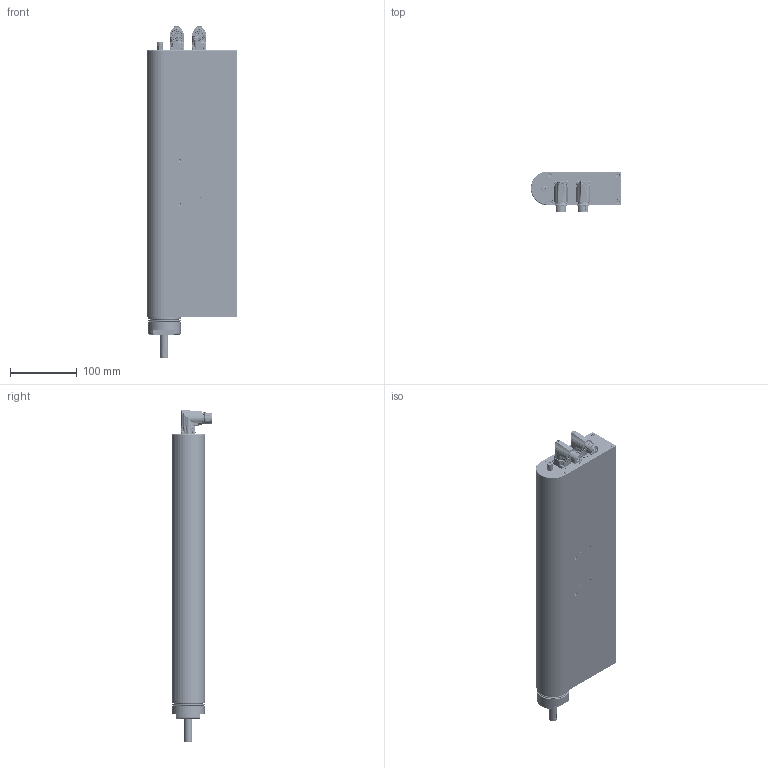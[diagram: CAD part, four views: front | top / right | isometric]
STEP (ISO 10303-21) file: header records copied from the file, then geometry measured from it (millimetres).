
FILE_DESCRIPTION (( 'STEP AP214' ), '1' );
FILE_NAME ('0186-1271_250528_PR02-52x60-R_37x120F-HP-R-100-L_MSxx_TS00-R01.STEP', '2025-05-28T11:19:55', ( '' ), ( '' ), 'SwSTEP 2.0', 'SolidWorks 2024', '' );
FILE_SCHEMA (( 'AUTOMOTIVE_DESIGN' ));
Length unit declared in the file: millimetre
Products named in the file (3): RS02k-DA12-L_RS01k-DA244.5-L; 0186-1271_250528_PR02-52x60-R_37x120F-HP-R-100-L_MSxx_TS00-R01; Einzelteil_PR02-52x60-R_37x120F-HP-R-100-L_MSxx_TS00_R01_RS02k-GM52-100
Assembly tree (2 placements, depth 2):
  0186-1271_250528_PR02-52x60-R_37x120F-HP-R-100-L_MSxx_TS00-R01
    Einzelteil_PR02-52x60-R_37x120F-HP-R-100-L_MSxx_TS00_R01_RS02k-GM52-100
    RS02k-DA12-L_RS01k-DA244.5-L
Bounding box: 135 x 61.28 x 497.55 mm (x, y, z)
Volume: 2594023.3 mm3; surface area: 278188.1 mm2
Topology: 43 solids, 43 shells, 4430 faces, 10900 edges, 6523 vertices
Faces by surface type: cylinder 1448, plane 1044, cone 955, bspline 869, torus 111, sphere 3
Full cylindrical faces by diameter (mm): 0.6 x10, 1 x8, 1.1 x10, 2.05 x8, 2.1 x8, 2.4 x1, 2.5 x1, 2.7 x9, 2.8 x1, 3 x49, 3.2 x10, 3.3 x7, 3.6 x8, 4 x165, 4.2 x2, 4.7 x2, 4.8 x2, 5 x7, 5.4 x1, 5.5 x5, 5.6 x1, 6 x94, 6.4 x4, 7.8 x1, 8 x3, 8.4 x2, 10 x4, 10.5 x4, 12 x4, 12.2 x1
Entity records: 187094 total; most frequent: CARTESIAN_POINT 93768, ORIENTED_EDGE 18728, DIRECTION 16684, EDGE_CURVE 9364, AXIS2_PLACEMENT_3D 6694, VERTEX_POINT 6050, EDGE_LOOP 5274, FACE_OUTER_BOUND 4645
